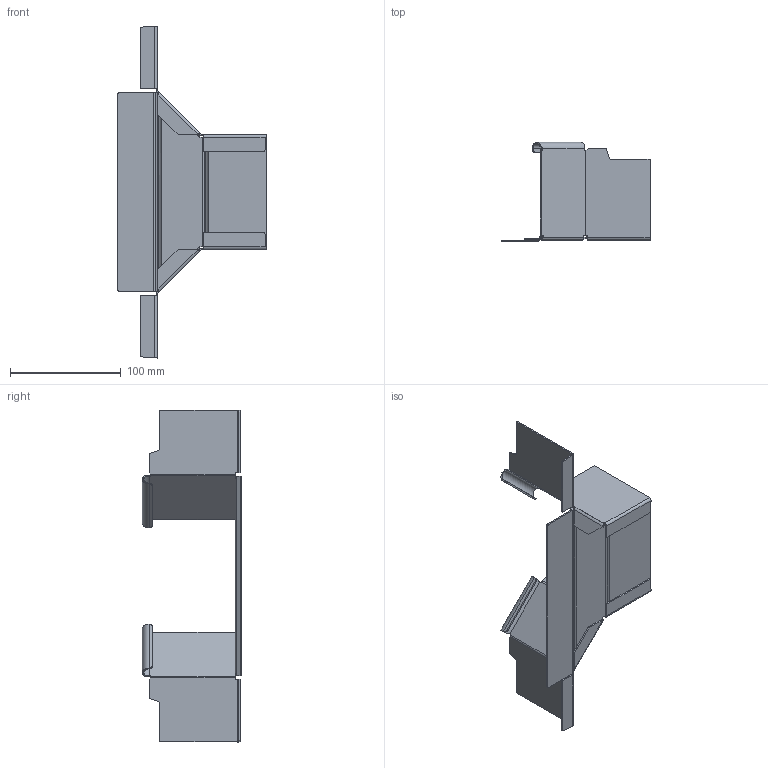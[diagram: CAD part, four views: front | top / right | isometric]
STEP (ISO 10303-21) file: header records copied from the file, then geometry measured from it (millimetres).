
FILE_DESCRIPTION((''),'2;1');
FILE_NAME('6041570_ASM','2013-10-16T',('AndreasKeweloh'),(''),'PRO/ENGINEER BY PARAMETRIC TECHNOLOGY CORPORATION, 2012360','PRO/ENGINEER BY PARAMETRIC TECHNOLOGY CORPORATION, 2012360','');
FILE_SCHEMA(('CONFIG_CONTROL_DESIGN'));
Length unit declared in the file: millimetre
Products named in the file (4): 041560_BODEN_RAAM_100; 033219_INNENHOLM_85; RAAM_810_ASM; 6041570_ASM
Assembly tree (4 placements, depth 3):
  6041570_ASM
    RAAM_810_ASM
      041560_BODEN_RAAM_100
      033219_INNENHOLM_85  x2
Bounding box: 133.5 x 89.45 x 299.2 mm (x, y, z)
Volume: 64224.5 mm3; surface area: 105054.4 mm2
Topology: 3 solids, 3 shells, 206 faces, 492 edges, 292 vertices
Faces by surface type: plane 118, cylinder 66, bspline 22
Entity records: 4021 total; most frequent: CARTESIAN_POINT 1074, ORIENTED_EDGE 596, DIRECTION 588, EDGE_CURVE 298, VECTOR 202, LINE 202, AXIS2_PLACEMENT_3D 193, VERTEX_POINT 178
